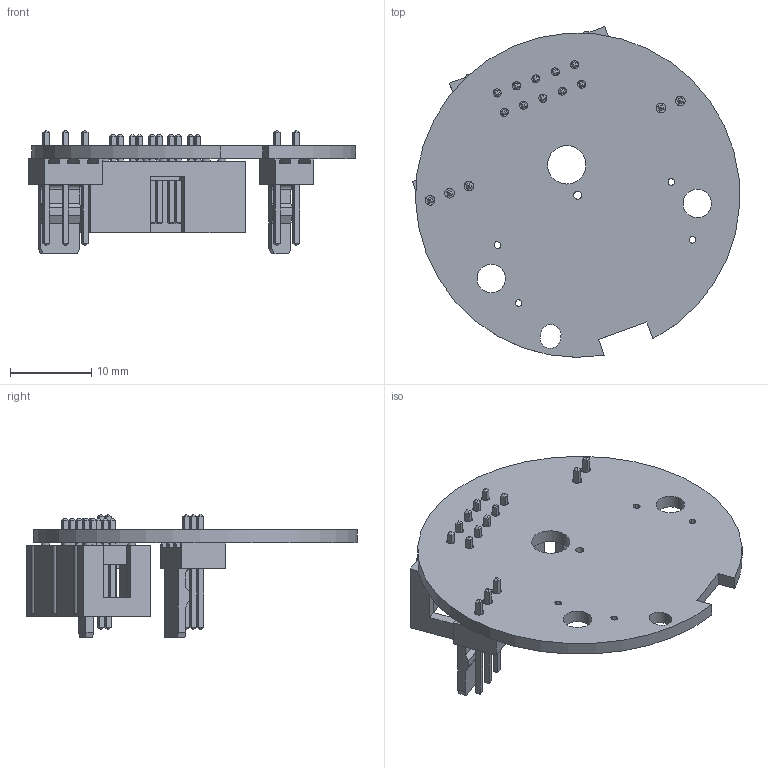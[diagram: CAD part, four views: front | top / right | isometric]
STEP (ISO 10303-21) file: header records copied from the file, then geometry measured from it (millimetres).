
FILE_DESCRIPTION(('KiCad electronic assembly'),'2;1');
FILE_NAME('newcompass-control.step','2024-11-11T09:05:08',('Pcbnew'),( 'Kicad'),'Open CASCADE STEP processor 7.7','KiCad to STEP converter' ,'Unknown');
FILE_SCHEMA(('AUTOMOTIVE_DESIGN { 1 0 10303 214 1 1 1 1 }'));
Length unit declared in the file: millimetre
Products named in the file (8): newcompass-control 1; Molex_KK-254_AE-6410-03A_1x03_P2.54mm_Vertical; Molex_AE_6410_03A; IDC-Header_2x05_P2.54mm_Vertical; IDC_Header_2x05_P254mm_Vertical; Molex_KK-254_AE-6410-02A_1x02_P2.54mm_Vertical; Molex_AE_6410_02A; COMPASS-CONTROL_PCB
Assembly tree (7 placements, depth 3):
  newcompass-control 1
    Molex_KK-254_AE-6410-03A_1x03_P2.54mm_Vertical
      Molex_AE_6410_03A
    IDC-Header_2x05_P2.54mm_Vertical
      IDC_Header_2x05_P254mm_Vertical
    Molex_KK-254_AE-6410-02A_1x02_P2.54mm_Vertical
      Molex_AE_6410_02A
    COMPASS-CONTROL_PCB
Bounding box: 40.33 x 40.78 x 15.26 mm (x, y, z)
Volume: 2982.3 mm3; surface area: 4766.4 mm2
Topology: 4 solids, 4 shells, 419 faces, 1023 edges, 644 vertices
Faces by surface type: plane 372, cylinder 47
Full cylindrical faces by diameter (mm): 1 x17, 1.19 x5, 3.5 x2, 4.75 x1
Entity records: 14893 total; most frequent: CARTESIAN_POINT 2094, ORIENTED_EDGE 2046, DIRECTION 1977, EDGE_CURVE 1023, LINE 923, VECTOR 923, VERTEX_POINT 644, AXIS2_PLACEMENT_3D 527
